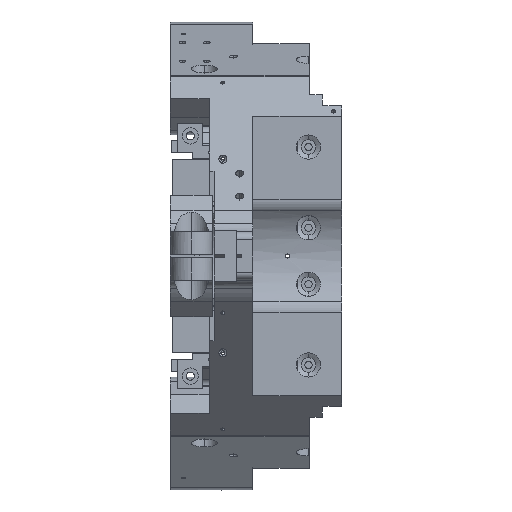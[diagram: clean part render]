
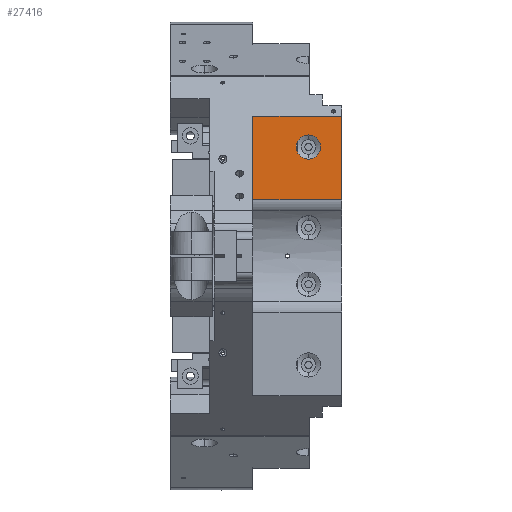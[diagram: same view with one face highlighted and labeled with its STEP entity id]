
A CAD part, left-side view. The second image highlights one B-rep face of the part: STEP entity #27416.
In plain terms, the highlighted planar face has unit normal (-1, 0, 0).
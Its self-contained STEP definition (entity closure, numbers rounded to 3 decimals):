
#1580 = CIRCLE ( 'NONE', #24754, 7.5 ) ;
#2332 = CARTESIAN_POINT ( 'NONE',  ( -185., -50., 86.569 ) ) ;
#2342 = LINE ( 'NONE', #77671, #105107 ) ;
#2369 = CIRCLE ( 'NONE', #96713, 7.5 ) ;
#8978 = DIRECTION ( 'NONE',  ( 1., 0., 0. ) ) ;
#13230 = VERTEX_POINT ( 'NONE', #40185 ) ;
#16361 = LINE ( 'NONE', #40897, #25546 ) ;
#19955 = EDGE_CURVE ( 'NONE', #51266, #41857, #38394, .T. ) ;
#20222 = FACE_OUTER_BOUND ( 'NONE', #50836, .T. ) ;
#21594 = VERTEX_POINT ( 'NONE', #100628 ) ;
#24754 = AXIS2_PLACEMENT_3D ( 'NONE', #100586, #101141, #42104 ) ;
#25546 = VECTOR ( 'NONE', #75989, 1000. ) ;
#26866 = VECTOR ( 'NONE', #90739, 1000. ) ;
#27416 = ADVANCED_FACE ( 'NONE', ( #80415, #20222 ), #38579, .F. ) ;
#34085 = AXIS2_PLACEMENT_3D ( 'NONE', #95436, #36940, #70949 ) ;
#36940 = DIRECTION ( 'NONE',  ( 1., 0., 0. ) ) ;
#36972 = ORIENTED_EDGE ( 'NONE', *, *, #19955, .T. ) ;
#38394 = LINE ( 'NONE', #72388, #26866 ) ;
#38579 = PLANE ( 'NONE',  #34085 ) ;
#40185 = CARTESIAN_POINT ( 'NONE',  ( -185., -84.5, 75. ) ) ;
#40897 = CARTESIAN_POINT ( 'NONE',  ( -185., -50., 34.771 ) ) ;
#41107 = CARTESIAN_POINT ( 'NONE',  ( -185., -105., 86.569 ) ) ;
#41857 = VERTEX_POINT ( 'NONE', #41107 ) ;
#42104 = DIRECTION ( 'NONE',  ( 0., 0., -1. ) ) ;
#44490 = DIRECTION ( 'NONE',  ( 0., -1., 0. ) ) ;
#44638 = DIRECTION ( 'NONE',  ( 0., 0., -1. ) ) ;
#49179 = EDGE_CURVE ( 'NONE', #13230, #21594, #1580, .T. ) ;
#50829 = ORIENTED_EDGE ( 'NONE', *, *, #54580, .F. ) ;
#50836 = EDGE_LOOP ( 'NONE', ( #77675, #64345, #36972, #50829 ) ) ;
#51266 = VERTEX_POINT ( 'NONE', #77524 ) ;
#51991 = EDGE_CURVE ( 'NONE', #57478, #56130, #2342, .T. ) ;
#54580 = EDGE_CURVE ( 'NONE', #56130, #41857, #79047, .T. ) ;
#55186 = ORIENTED_EDGE ( 'NONE', *, *, #76874, .T. ) ;
#56130 = VERTEX_POINT ( 'NONE', #2332 ) ;
#57478 = VERTEX_POINT ( 'NONE', #67812 ) ;
#57627 = ORIENTED_EDGE ( 'NONE', *, *, #49179, .T. ) ;
#61081 = EDGE_LOOP ( 'NONE', ( #55186, #57627 ) ) ;
#64345 = ORIENTED_EDGE ( 'NONE', *, *, #101702, .T. ) ;
#67812 = CARTESIAN_POINT ( 'NONE',  ( -185., -50., 34.771 ) ) ;
#70949 = DIRECTION ( 'NONE',  ( 0., 0., -1. ) ) ;
#72388 = CARTESIAN_POINT ( 'NONE',  ( -185., -105., 30.806 ) ) ;
#75989 = DIRECTION ( 'NONE',  ( 0., -1., 0. ) ) ;
#76874 = EDGE_CURVE ( 'NONE', #21594, #13230, #2369, .T. ) ;
#77524 = CARTESIAN_POINT ( 'NONE',  ( -185., -105., 34.771 ) ) ;
#77671 = CARTESIAN_POINT ( 'NONE',  ( -185., -50., 30.806 ) ) ;
#77675 = ORIENTED_EDGE ( 'NONE', *, *, #51991, .F. ) ;
#79047 = LINE ( 'NONE', #103002, #102163 ) ;
#80415 = FACE_BOUND ( 'NONE', #61081, .T. ) ;
#85900 = CARTESIAN_POINT ( 'NONE',  ( -185., -84.5, 67.5 ) ) ;
#86008 = DIRECTION ( 'NONE',  ( 0., 0., 1. ) ) ;
#90739 = DIRECTION ( 'NONE',  ( 0., 0., 1. ) ) ;
#95436 = CARTESIAN_POINT ( 'NONE',  ( -185., -50., 30.806 ) ) ;
#96713 = AXIS2_PLACEMENT_3D ( 'NONE', #85900, #8978, #44638 ) ;
#100586 = CARTESIAN_POINT ( 'NONE',  ( -185., -84.5, 67.5 ) ) ;
#100628 = CARTESIAN_POINT ( 'NONE',  ( -185., -84.5, 60. ) ) ;
#101141 = DIRECTION ( 'NONE',  ( 1., 0., 0. ) ) ;
#101702 = EDGE_CURVE ( 'NONE', #57478, #51266, #16361, .T. ) ;
#102163 = VECTOR ( 'NONE', #44490, 1000. ) ;
#103002 = CARTESIAN_POINT ( 'NONE',  ( -185., -105., 86.569 ) ) ;
#105107 = VECTOR ( 'NONE', #86008, 1000. ) ;
